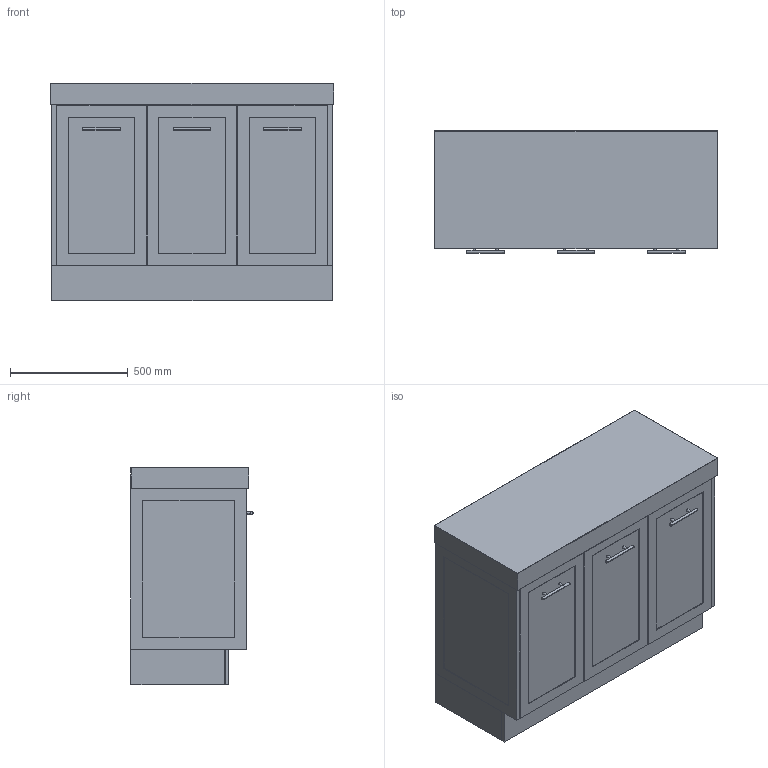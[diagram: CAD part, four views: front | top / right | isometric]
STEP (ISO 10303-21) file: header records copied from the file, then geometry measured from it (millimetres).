
FILE_DESCRIPTION(/* description */ (''),/* implementation_level */ '2;1');
FILE_NAME(/* name */ 'Kado Lux All-Door FM 1200 (90MM)',/* time_stamp */ '2025-07-09T14:55:06+10:00',/* author */ (''),/* organization */ (''),/* preprocessor_version */ 'ST-DEVELOPER v16.5',/* originating_system */ '',/* authorisation */ '');
FILE_SCHEMA (('AUTOMOTIVE_DESIGN'));
Length unit declared in the file: millimetre
Products named in the file (9): Document; Kado Lux All-Door FM 1200 (90MM); Blank Benchtops ALL1112131415161718192021222324; 1200 Benchtop (90mm)9; Kado Lux All-Door (Floor Mount)26; Kado Lux All-Door FM ALL25; Kado Lux All-Door FM 1200 Carcass10; Kado Lux All-Door FM 1200 Carcass23; Cross Bar Handle 966
Assembly tree (10 placements, depth 6):
  Document
    Kado Lux All-Door FM 1200 (90MM)
      Blank Benchtops ALL1112131415161718192021222324
        1200 Benchtop (90mm)9
      Kado Lux All-Door (Floor Mount)26
        Kado Lux All-Door FM ALL25
          Kado Lux All-Door FM 1200 Carcass10
            Kado Lux All-Door FM 1200 Carcass23
            Cross Bar Handle 966  x3
Bounding box: 1200 x 518 x 920 mm (x, y, z)
Volume: 128785294.3 mm3; surface area: 9602851.9 mm2
Topology: 14 solids, 14 shells, 155 faces, 325 edges, 198 vertices
Faces by surface type: plane 108, cylinder 29, bspline 18
Entity records: 3684 total; most frequent: CARTESIAN_POINT 1383, ORIENTED_EDGE 526, EDGE_CURVE 263, B_SPLINE_CURVE_WITH_KNOTS 231, VERTEX_POINT 166, DIRECTION 161, AXIS2_PLACEMENT_3D 139, EDGE_LOOP 133
